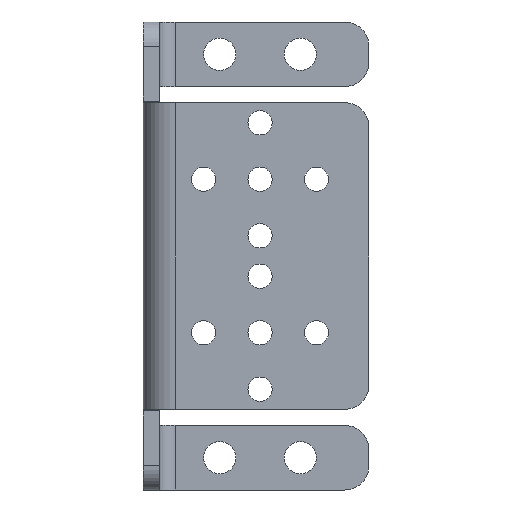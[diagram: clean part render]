
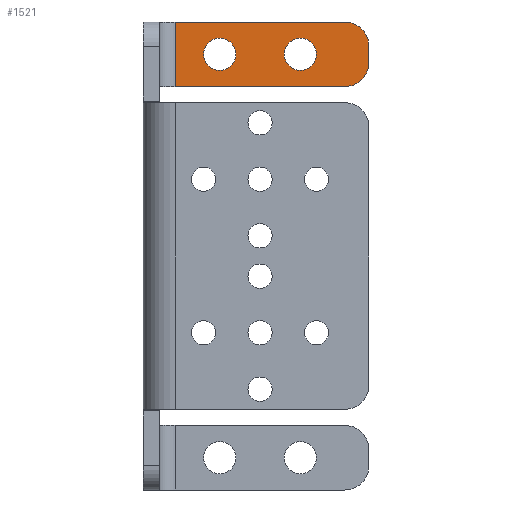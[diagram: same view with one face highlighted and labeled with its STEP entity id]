
A CAD part, front view. The second image highlights one B-rep face of the part: STEP entity #1521.
In plain terms, the highlighted planar face has unit normal (0, -1, 0).
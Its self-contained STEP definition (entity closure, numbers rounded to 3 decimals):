
#5 = CARTESIAN_POINT ( 'NONE',  ( 18.5, 10.755, 27. ) ) ;
#112 = ORIENTED_EDGE ( 'NONE', *, *, #2728, .F. ) ;
#133 = AXIS2_PLACEMENT_3D ( 'NONE', #3537, #577, #1808 ) ;
#177 = CARTESIAN_POINT ( 'NONE',  ( 3., 10.755, 21. ) ) ;
#213 = EDGE_CURVE ( 'NONE', #3996, #2895, #2447, .T. ) ;
#254 = CARTESIAN_POINT ( 'NONE',  ( 18.5, 10.755, 25. ) ) ;
#269 = CARTESIAN_POINT ( 'NONE',  ( 27., 10.755, 29. ) ) ;
#336 = DIRECTION ( 'NONE',  ( -1., 0., 0. ) ) ;
#372 = DIRECTION ( 'NONE',  ( 1., 0., 0. ) ) ;
#399 = EDGE_LOOP ( 'NONE', ( #1582, #2300 ) ) ;
#414 = CARTESIAN_POINT ( 'NONE',  ( 24., 10.755, 21. ) ) ;
#490 = AXIS2_PLACEMENT_3D ( 'NONE', #1548, #513, #2480 ) ;
#513 = DIRECTION ( 'NONE',  ( 0., -1., 0. ) ) ;
#577 = DIRECTION ( 'NONE',  ( 0., -1., 0. ) ) ;
#675 = FACE_OUTER_BOUND ( 'NONE', #879, .T. ) ;
#689 = CARTESIAN_POINT ( 'NONE',  ( 24., 10.755, 26. ) ) ;
#692 = CARTESIAN_POINT ( 'NONE',  ( 18.5, 10.755, 23. ) ) ;
#699 = DIRECTION ( 'NONE',  ( 0., -1., 0. ) ) ;
#702 = CARTESIAN_POINT ( 'NONE',  ( 24., 10.755, 24. ) ) ;
#741 = CARTESIAN_POINT ( 'NONE',  ( 3., 10.755, 21. ) ) ;
#745 = CARTESIAN_POINT ( 'NONE',  ( 0., 10.755, 0. ) ) ;
#790 = EDGE_CURVE ( 'NONE', #3935, #3598, #2971, .T. ) ;
#850 = ORIENTED_EDGE ( 'NONE', *, *, #3365, .F. ) ;
#879 = EDGE_LOOP ( 'NONE', ( #1459, #3665, #3410, #112, #2104, #1987 ) ) ;
#954 = DIRECTION ( 'NONE',  ( 0., -1., 0. ) ) ;
#994 = EDGE_CURVE ( 'NONE', #3195, #2365, #4270, .T. ) ;
#1028 = DIRECTION ( 'NONE',  ( 0., -1., 0. ) ) ;
#1120 = CARTESIAN_POINT ( 'NONE',  ( 8.5, 10.755, 25. ) ) ;
#1356 = CARTESIAN_POINT ( 'NONE',  ( 27., 10.755, 21. ) ) ;
#1373 = FACE_BOUND ( 'NONE', #2672, .T. ) ;
#1459 = ORIENTED_EDGE ( 'NONE', *, *, #3102, .F. ) ;
#1521 = ADVANCED_FACE ( 'NONE', ( #3963, #1373, #675 ), #2339, .T. ) ;
#1548 = CARTESIAN_POINT ( 'NONE',  ( 18.5, 10.755, 25. ) ) ;
#1582 = ORIENTED_EDGE ( 'NONE', *, *, #790, .F. ) ;
#1646 = DIRECTION ( 'NONE',  ( 1., 0., 0. ) ) ;
#1693 = DIRECTION ( 'NONE',  ( 0., -1., 0. ) ) ;
#1745 = EDGE_CURVE ( 'NONE', #2417, #2365, #3775, .T. ) ;
#1759 = VERTEX_POINT ( 'NONE', #2701 ) ;
#1808 = DIRECTION ( 'NONE',  ( 0., 0., -1. ) ) ;
#1839 = DIRECTION ( 'NONE',  ( 0., 0., 1. ) ) ;
#1883 = LINE ( 'NONE', #177, #3222 ) ;
#1915 = CARTESIAN_POINT ( 'NONE',  ( 8.5, 10.755, 23. ) ) ;
#1958 = DIRECTION ( 'NONE',  ( 0., 0., -1. ) ) ;
#1979 = AXIS2_PLACEMENT_3D ( 'NONE', #689, #1693, #3999 ) ;
#1987 = ORIENTED_EDGE ( 'NONE', *, *, #213, .T. ) ;
#2062 = VERTEX_POINT ( 'NONE', #741 ) ;
#2104 = ORIENTED_EDGE ( 'NONE', *, *, #4260, .F. ) ;
#2196 = EDGE_CURVE ( 'NONE', #3598, #3935, #3016, .T. ) ;
#2246 = LINE ( 'NONE', #1356, #4267 ) ;
#2298 = DIRECTION ( 'NONE',  ( 1., 0., 0. ) ) ;
#2300 = ORIENTED_EDGE ( 'NONE', *, *, #2196, .F. ) ;
#2339 = PLANE ( 'NONE',  #3745 ) ;
#2365 = VERTEX_POINT ( 'NONE', #3392 ) ;
#2417 = VERTEX_POINT ( 'NONE', #3345 ) ;
#2447 = CIRCLE ( 'NONE', #3484, 3. ) ;
#2480 = DIRECTION ( 'NONE',  ( 0., 0., -1. ) ) ;
#2672 = EDGE_LOOP ( 'NONE', ( #2725, #850 ) ) ;
#2701 = CARTESIAN_POINT ( 'NONE',  ( 8.5, 10.755, 27. ) ) ;
#2725 = ORIENTED_EDGE ( 'NONE', *, *, #3715, .F. ) ;
#2728 = EDGE_CURVE ( 'NONE', #2062, #3195, #1883, .T. ) ;
#2895 = VERTEX_POINT ( 'NONE', #3435 ) ;
#2916 = VECTOR ( 'NONE', #336, 1000. ) ;
#2971 = CIRCLE ( 'NONE', #490, 2. ) ;
#3016 = CIRCLE ( 'NONE', #3847, 2. ) ;
#3102 = EDGE_CURVE ( 'NONE', #2417, #2895, #2246, .T. ) ;
#3143 = VERTEX_POINT ( 'NONE', #1915 ) ;
#3195 = VERTEX_POINT ( 'NONE', #3953 ) ;
#3222 = VECTOR ( 'NONE', #1839, 1000. ) ;
#3313 = DIRECTION ( 'NONE',  ( 0., -1., 0. ) ) ;
#3345 = CARTESIAN_POINT ( 'NONE',  ( 27., 10.755, 26. ) ) ;
#3365 = EDGE_CURVE ( 'NONE', #1759, #3143, #3858, .T. ) ;
#3392 = CARTESIAN_POINT ( 'NONE',  ( 24., 10.755, 29. ) ) ;
#3410 = ORIENTED_EDGE ( 'NONE', *, *, #994, .F. ) ;
#3435 = CARTESIAN_POINT ( 'NONE',  ( 27., 10.755, 24. ) ) ;
#3484 = AXIS2_PLACEMENT_3D ( 'NONE', #702, #1028, #2298 ) ;
#3537 = CARTESIAN_POINT ( 'NONE',  ( 8.5, 10.755, 25. ) ) ;
#3583 = CARTESIAN_POINT ( 'NONE',  ( 1., 10.755, 21. ) ) ;
#3598 = VERTEX_POINT ( 'NONE', #5 ) ;
#3663 = DIRECTION ( 'NONE',  ( 0., 0., -1. ) ) ;
#3665 = ORIENTED_EDGE ( 'NONE', *, *, #1745, .T. ) ;
#3670 = LINE ( 'NONE', #3583, #2916 ) ;
#3715 = EDGE_CURVE ( 'NONE', #3143, #1759, #3861, .T. ) ;
#3745 = AXIS2_PLACEMENT_3D ( 'NONE', #745, #699, #372 ) ;
#3775 = CIRCLE ( 'NONE', #1979, 3. ) ;
#3847 = AXIS2_PLACEMENT_3D ( 'NONE', #254, #954, #1958 ) ;
#3858 = CIRCLE ( 'NONE', #133, 2. ) ;
#3861 = CIRCLE ( 'NONE', #4204, 2. ) ;
#3889 = DIRECTION ( 'NONE',  ( 0., 0., -1. ) ) ;
#3935 = VERTEX_POINT ( 'NONE', #692 ) ;
#3953 = CARTESIAN_POINT ( 'NONE',  ( 3., 10.755, 29. ) ) ;
#3963 = FACE_BOUND ( 'NONE', #399, .T. ) ;
#3996 = VERTEX_POINT ( 'NONE', #414 ) ;
#3999 = DIRECTION ( 'NONE',  ( 1., 0., 0. ) ) ;
#4204 = AXIS2_PLACEMENT_3D ( 'NONE', #1120, #3313, #3663 ) ;
#4260 = EDGE_CURVE ( 'NONE', #3996, #2062, #3670, .T. ) ;
#4267 = VECTOR ( 'NONE', #3889, 1000. ) ;
#4270 = LINE ( 'NONE', #269, #4281 ) ;
#4281 = VECTOR ( 'NONE', #1646, 1000. ) ;
